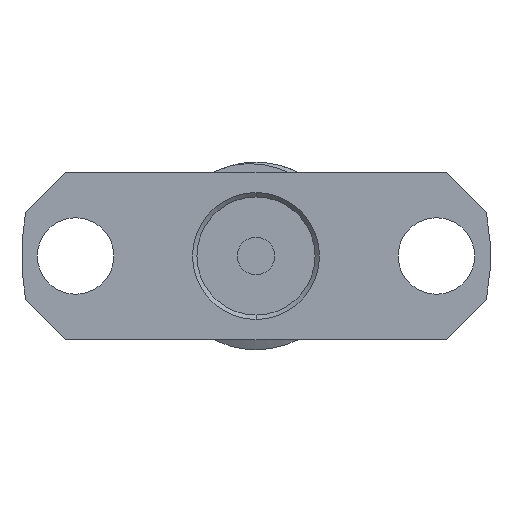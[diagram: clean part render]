
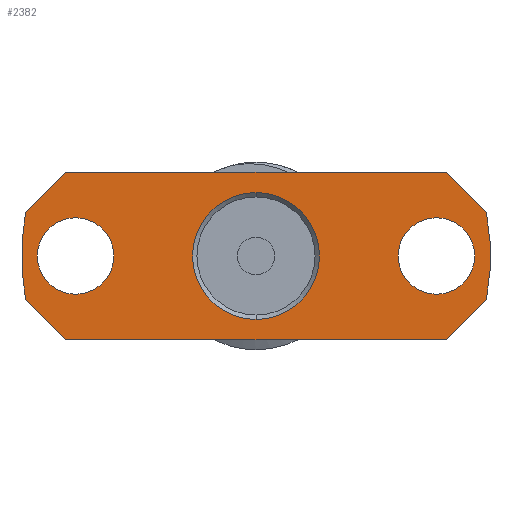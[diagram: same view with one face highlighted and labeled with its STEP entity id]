
A CAD part, front view. The second image highlights one B-rep face of the part: STEP entity #2382.
In plain terms, the highlighted planar face has unit normal (0, -1, 0).
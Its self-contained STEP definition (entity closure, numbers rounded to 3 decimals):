
#8 = ORIENTED_EDGE ( 'NONE', *, *, #1761, .T. ) ;
#14 = DIRECTION ( 'NONE',  ( 0., 1., 0. ) ) ;
#48 = CARTESIAN_POINT ( 'NONE',  ( 0., 0., -2.83 ) ) ;
#70 = CARTESIAN_POINT ( 'NONE',  ( -6.11, 0., 1.295 ) ) ;
#71 = DIRECTION ( 'NONE',  ( 0., 1., 0. ) ) ;
#106 = EDGE_CURVE ( 'NONE', #757, #1835, #1517, .T. ) ;
#141 = LINE ( 'NONE', #2461, #1946 ) ;
#159 = CARTESIAN_POINT ( 'NONE',  ( 4.635, 0., -4.635 ) ) ;
#181 = VECTOR ( 'NONE', #289, 1000. ) ;
#264 = CARTESIAN_POINT ( 'NONE',  ( 0., 0., 0. ) ) ;
#289 = DIRECTION ( 'NONE',  ( 1., 0., 0. ) ) ;
#325 = EDGE_LOOP ( 'NONE', ( #8, #1146 ) ) ;
#335 = CIRCLE ( 'NONE', #517, 2.15 ) ;
#339 = CARTESIAN_POINT ( 'NONE',  ( -6.11, 0., 0. ) ) ;
#435 = VERTEX_POINT ( 'NONE', #2671 ) ;
#493 = CARTESIAN_POINT ( 'NONE',  ( 6.11, 0., -1.295 ) ) ;
#517 = AXIS2_PLACEMENT_3D ( 'NONE', #2759, #1997, #1500 ) ;
#551 = CARTESIAN_POINT ( 'NONE',  ( -7.803, 0., 1.467 ) ) ;
#555 = VECTOR ( 'NONE', #1144, 1000. ) ;
#602 = EDGE_CURVE ( 'NONE', #435, #2273, #1326, .T. ) ;
#606 = CARTESIAN_POINT ( 'NONE',  ( -6.44, 0., 2.83 ) ) ;
#640 = FACE_BOUND ( 'NONE', #325, .T. ) ;
#655 = ORIENTED_EDGE ( 'NONE', *, *, #2595, .T. ) ;
#700 = EDGE_LOOP ( 'NONE', ( #655, #2177, #1456, #2143, #2129, #915, #1030, #1218 ) ) ;
#709 = CARTESIAN_POINT ( 'NONE',  ( 7.803, 0., 1.467 ) ) ;
#711 = LINE ( 'NONE', #1754, #2335 ) ;
#733 = AXIS2_PLACEMENT_3D ( 'NONE', #771, #2249, #1766 ) ;
#757 = VERTEX_POINT ( 'NONE', #817 ) ;
#771 = CARTESIAN_POINT ( 'NONE',  ( 6.11, 0., 0. ) ) ;
#793 = FACE_BOUND ( 'NONE', #1229, .T. ) ;
#804 = CARTESIAN_POINT ( 'NONE',  ( -4.635, 0., -4.635 ) ) ;
#817 = CARTESIAN_POINT ( 'NONE',  ( 0., 0., -2.15 ) ) ;
#831 = CARTESIAN_POINT ( 'NONE',  ( 6.44, 0., -2.83 ) ) ;
#843 = LINE ( 'NONE', #48, #181 ) ;
#875 = VERTEX_POINT ( 'NONE', #1872 ) ;
#915 = ORIENTED_EDGE ( 'NONE', *, *, #1041, .T. ) ;
#925 = AXIS2_PLACEMENT_3D ( 'NONE', #2798, #71, #2055 ) ;
#972 = VERTEX_POINT ( 'NONE', #70 ) ;
#978 = EDGE_CURVE ( 'NONE', #2273, #435, #2843, .T. ) ;
#998 = EDGE_CURVE ( 'NONE', #875, #2513, #711, .T. ) ;
#1013 = LINE ( 'NONE', #804, #2878 ) ;
#1030 = ORIENTED_EDGE ( 'NONE', *, *, #2482, .T. ) ;
#1041 = EDGE_CURVE ( 'NONE', #2007, #2887, #1013, .T. ) ;
#1144 = DIRECTION ( 'NONE',  ( 1., 0., 0. ) ) ;
#1146 = ORIENTED_EDGE ( 'NONE', *, *, #2827, .T. ) ;
#1155 = AXIS2_PLACEMENT_3D ( 'NONE', #2978, #14, #1748 ) ;
#1218 = ORIENTED_EDGE ( 'NONE', *, *, #2988, .T. ) ;
#1229 = EDGE_LOOP ( 'NONE', ( #1830, #2035 ) ) ;
#1234 = EDGE_LOOP ( 'NONE', ( #1338, #1480 ) ) ;
#1239 = DIRECTION ( 'NONE',  ( 0., -1., 0. ) ) ;
#1292 = VERTEX_POINT ( 'NONE', #831 ) ;
#1326 = CIRCLE ( 'NONE', #1423, 1.295 ) ;
#1338 = ORIENTED_EDGE ( 'NONE', *, *, #978, .T. ) ;
#1423 = AXIS2_PLACEMENT_3D ( 'NONE', #2202, #1952, #2210 ) ;
#1456 = ORIENTED_EDGE ( 'NONE', *, *, #2935, .F. ) ;
#1480 = ORIENTED_EDGE ( 'NONE', *, *, #602, .T. ) ;
#1500 = DIRECTION ( 'NONE',  ( 0., 0., 1. ) ) ;
#1517 = CIRCLE ( 'NONE', #2419, 2.15 ) ;
#1532 = AXIS2_PLACEMENT_3D ( 'NONE', #339, #2048, #1813 ) ;
#1546 = CARTESIAN_POINT ( 'NONE',  ( -6.44, 0., -2.83 ) ) ;
#1551 = PLANE ( 'NONE',  #925 ) ;
#1649 = VECTOR ( 'NONE', #2354, 1000. ) ;
#1748 = DIRECTION ( 'NONE',  ( 0., 0., 1. ) ) ;
#1754 = CARTESIAN_POINT ( 'NONE',  ( 4.635, 0., 4.635 ) ) ;
#1761 = EDGE_CURVE ( 'NONE', #2777, #972, #2604, .T. ) ;
#1766 = DIRECTION ( 'NONE',  ( 0., 0., 1. ) ) ;
#1813 = DIRECTION ( 'NONE',  ( 0., 0., 1. ) ) ;
#1830 = ORIENTED_EDGE ( 'NONE', *, *, #106, .T. ) ;
#1832 = CIRCLE ( 'NONE', #2535, 7.94 ) ;
#1835 = VERTEX_POINT ( 'NONE', #2267 ) ;
#1872 = CARTESIAN_POINT ( 'NONE',  ( 6.44, 0., 2.83 ) ) ;
#1906 = AXIS2_PLACEMENT_3D ( 'NONE', #2940, #2184, #1922 ) ;
#1922 = DIRECTION ( 'NONE',  ( 0., 0., 1. ) ) ;
#1935 = DIRECTION ( 'NONE',  ( 0.707, 0., 0.707 ) ) ;
#1946 = VECTOR ( 'NONE', #1935, 1000. ) ;
#1952 = DIRECTION ( 'NONE',  ( 0., 1., 0. ) ) ;
#1984 = DIRECTION ( 'NONE',  ( 0., 1., 0. ) ) ;
#1997 = DIRECTION ( 'NONE',  ( 0., 1., 0. ) ) ;
#2007 = VERTEX_POINT ( 'NONE', #2814 ) ;
#2035 = ORIENTED_EDGE ( 'NONE', *, *, #2632, .T. ) ;
#2048 = DIRECTION ( 'NONE',  ( 0., 1., 0. ) ) ;
#2055 = DIRECTION ( 'NONE',  ( 0., 0., 1. ) ) ;
#2129 = ORIENTED_EDGE ( 'NONE', *, *, #2566, .F. ) ;
#2143 = ORIENTED_EDGE ( 'NONE', *, *, #2148, .F. ) ;
#2148 = EDGE_CURVE ( 'NONE', #2471, #3169, #141, .T. ) ;
#2177 = ORIENTED_EDGE ( 'NONE', *, *, #998, .F. ) ;
#2184 = DIRECTION ( 'NONE',  ( 0., 1., 0. ) ) ;
#2201 = CARTESIAN_POINT ( 'NONE',  ( 0., 0., 0. ) ) ;
#2202 = CARTESIAN_POINT ( 'NONE',  ( 6.11, 0., 0. ) ) ;
#2210 = DIRECTION ( 'NONE',  ( 0., 0., 1. ) ) ;
#2220 = FACE_OUTER_BOUND ( 'NONE', #700, .T. ) ;
#2249 = DIRECTION ( 'NONE',  ( 0., 1., 0. ) ) ;
#2260 = CARTESIAN_POINT ( 'NONE',  ( 7.803, 0., -1.467 ) ) ;
#2267 = CARTESIAN_POINT ( 'NONE',  ( 0., 0., 2.15 ) ) ;
#2273 = VERTEX_POINT ( 'NONE', #493 ) ;
#2285 = DIRECTION ( 'NONE',  ( 0.707, 0., -0.707 ) ) ;
#2299 = LINE ( 'NONE', #159, #1649 ) ;
#2335 = VECTOR ( 'NONE', #2285, 1000. ) ;
#2354 = DIRECTION ( 'NONE',  ( 0.707, 0., 0.707 ) ) ;
#2382 = ADVANCED_FACE ( 'NONE', ( #793, #640, #2893, #2220 ), #1551, .F. ) ;
#2419 = AXIS2_PLACEMENT_3D ( 'NONE', #264, #1984, #2503 ) ;
#2461 = CARTESIAN_POINT ( 'NONE',  ( -4.635, 0., 4.635 ) ) ;
#2471 = VERTEX_POINT ( 'NONE', #551 ) ;
#2482 = EDGE_CURVE ( 'NONE', #2887, #1292, #843, .T. ) ;
#2494 = CIRCLE ( 'NONE', #1906, 7.94 ) ;
#2503 = DIRECTION ( 'NONE',  ( 0., 0., 1. ) ) ;
#2513 = VERTEX_POINT ( 'NONE', #709 ) ;
#2535 = AXIS2_PLACEMENT_3D ( 'NONE', #2201, #1239, #2971 ) ;
#2566 = EDGE_CURVE ( 'NONE', #2007, #2471, #2494, .T. ) ;
#2595 = EDGE_CURVE ( 'NONE', #2788, #2513, #1832, .T. ) ;
#2604 = CIRCLE ( 'NONE', #1155, 1.295 ) ;
#2632 = EDGE_CURVE ( 'NONE', #1835, #757, #335, .T. ) ;
#2671 = CARTESIAN_POINT ( 'NONE',  ( 6.11, 0., 1.295 ) ) ;
#2753 = DIRECTION ( 'NONE',  ( 0.707, 0., -0.707 ) ) ;
#2759 = CARTESIAN_POINT ( 'NONE',  ( 0., 0., 0. ) ) ;
#2777 = VERTEX_POINT ( 'NONE', #3005 ) ;
#2788 = VERTEX_POINT ( 'NONE', #2260 ) ;
#2798 = CARTESIAN_POINT ( 'NONE',  ( 0., 0., 0. ) ) ;
#2814 = CARTESIAN_POINT ( 'NONE',  ( -7.803, 0., -1.467 ) ) ;
#2827 = EDGE_CURVE ( 'NONE', #972, #2777, #2895, .T. ) ;
#2843 = CIRCLE ( 'NONE', #733, 1.295 ) ;
#2878 = VECTOR ( 'NONE', #2753, 1000. ) ;
#2887 = VERTEX_POINT ( 'NONE', #1546 ) ;
#2893 = FACE_BOUND ( 'NONE', #1234, .T. ) ;
#2895 = CIRCLE ( 'NONE', #1532, 1.295 ) ;
#2935 = EDGE_CURVE ( 'NONE', #3169, #875, #2964, .T. ) ;
#2940 = CARTESIAN_POINT ( 'NONE',  ( 0., 0., 0. ) ) ;
#2964 = LINE ( 'NONE', #3134, #555 ) ;
#2971 = DIRECTION ( 'NONE',  ( 0., 0., 1. ) ) ;
#2978 = CARTESIAN_POINT ( 'NONE',  ( -6.11, 0., 0. ) ) ;
#2988 = EDGE_CURVE ( 'NONE', #1292, #2788, #2299, .T. ) ;
#3005 = CARTESIAN_POINT ( 'NONE',  ( -6.11, 0., -1.295 ) ) ;
#3134 = CARTESIAN_POINT ( 'NONE',  ( 0., 0., 2.83 ) ) ;
#3169 = VERTEX_POINT ( 'NONE', #606 ) ;
